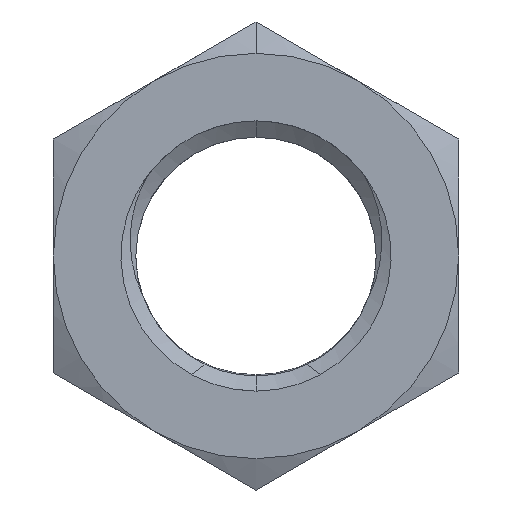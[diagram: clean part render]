
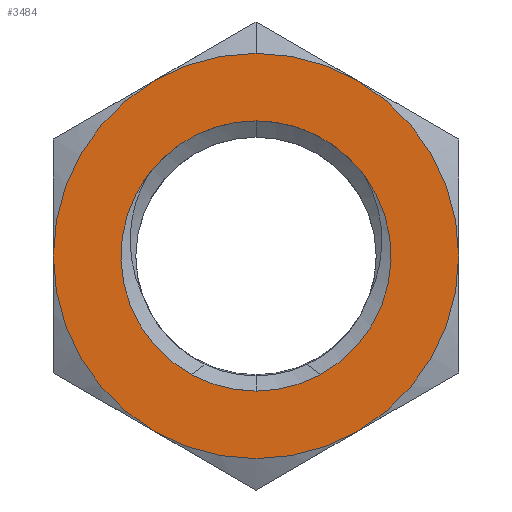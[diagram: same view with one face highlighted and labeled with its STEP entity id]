
A CAD part, front view. The second image highlights one B-rep face of the part: STEP entity #3484.
In plain terms, the highlighted planar face has unit normal (0, -1, 0).
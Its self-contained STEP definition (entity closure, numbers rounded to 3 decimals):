
#10 = VERTEX_POINT ( 'NONE', #1754 ) ;
#12 = EDGE_CURVE ( 'NONE', #14, #10, #1753, .T. ) ;
#14 = VERTEX_POINT ( 'NONE', #1748 ) ;
#110 = EDGE_CURVE ( 'NONE', #1594, #1588, #1772, .T. ) ;
#117 = EDGE_CURVE ( 'NONE', #1588, #1659, #1840, .T. ) ;
#133 = CARTESIAN_POINT ( 'NONE',  ( 0., -8., 12. ) ) ;
#134 = DIRECTION ( 'NONE',  ( 0., 0., -1. ) ) ;
#135 = DIRECTION ( 'NONE',  ( 0., -1., 0. ) ) ;
#136 = CARTESIAN_POINT ( 'NONE',  ( 0., -8., 0. ) ) ;
#137 = AXIS2_PLACEMENT_3D ( 'NONE', #136, #135, #134 ) ;
#138 = CIRCLE ( 'NONE', #137, 12. ) ;
#1588 = VERTEX_POINT ( 'NONE', #1845 ) ;
#1594 = VERTEX_POINT ( 'NONE', #1899 ) ;
#1659 = VERTEX_POINT ( 'NONE', #2162 ) ;
#1748 = CARTESIAN_POINT ( 'NONE',  ( 0., -8., 8. ) ) ;
#1749 = DIRECTION ( 'NONE',  ( 0., 0., -1. ) ) ;
#1750 = DIRECTION ( 'NONE',  ( 0., -1., 0. ) ) ;
#1751 = CARTESIAN_POINT ( 'NONE',  ( 0., -8., 0. ) ) ;
#1752 = AXIS2_PLACEMENT_3D ( 'NONE', #1751, #1750, #1749 ) ;
#1753 = CIRCLE ( 'NONE', #1752, 8. ) ;
#1754 = CARTESIAN_POINT ( 'NONE',  ( -6.334, -8., 4.886 ) ) ;
#1768 = DIRECTION ( 'NONE',  ( 0., 0., -1. ) ) ;
#1769 = DIRECTION ( 'NONE',  ( 0., -1., 0. ) ) ;
#1770 = CARTESIAN_POINT ( 'NONE',  ( 0., -8., 0. ) ) ;
#1771 = AXIS2_PLACEMENT_3D ( 'NONE', #1770, #1769, #1768 ) ;
#1772 = CIRCLE ( 'NONE', #1771, 8. ) ;
#1836 = DIRECTION ( 'NONE',  ( 0., 0., -1. ) ) ;
#1837 = DIRECTION ( 'NONE',  ( 0., -1., 0. ) ) ;
#1838 = CARTESIAN_POINT ( 'NONE',  ( 0., -8., 0. ) ) ;
#1839 = AXIS2_PLACEMENT_3D ( 'NONE', #1838, #1837, #1836 ) ;
#1840 = CIRCLE ( 'NONE', #1839, 8. ) ;
#1845 = CARTESIAN_POINT ( 'NONE',  ( 3.825, -8., -7.026 ) ) ;
#1899 = CARTESIAN_POINT ( 'NONE',  ( 0., -8., -8. ) ) ;
#2162 = CARTESIAN_POINT ( 'NONE',  ( 6.334, -8., 4.886 ) ) ;
#2608 = DIRECTION ( 'NONE',  ( 0., 0., -1. ) ) ;
#2609 = DIRECTION ( 'NONE',  ( 0., -1., 0. ) ) ;
#2610 = CARTESIAN_POINT ( 'NONE',  ( 0., -8., 0. ) ) ;
#2611 = AXIS2_PLACEMENT_3D ( 'NONE', #2610, #2609, #2608 ) ;
#2612 = CIRCLE ( 'NONE', #2611, 12. ) ;
#2613 = CARTESIAN_POINT ( 'NONE',  ( 12., -8., 0. ) ) ;
#2617 = DIRECTION ( 'NONE',  ( 0., 0., -1. ) ) ;
#2618 = DIRECTION ( 'NONE',  ( 0., -1., 0. ) ) ;
#2619 = CARTESIAN_POINT ( 'NONE',  ( 0., -8., 0. ) ) ;
#2620 = AXIS2_PLACEMENT_3D ( 'NONE', #2619, #2618, #2617 ) ;
#2621 = CIRCLE ( 'NONE', #2620, 12. ) ;
#2622 = DIRECTION ( 'NONE',  ( 0., 0., -1. ) ) ;
#2623 = DIRECTION ( 'NONE',  ( 0., -1., 0. ) ) ;
#2624 = CARTESIAN_POINT ( 'NONE',  ( 0., -8., 0. ) ) ;
#2625 = AXIS2_PLACEMENT_3D ( 'NONE', #2624, #2623, #2622 ) ;
#2626 = CIRCLE ( 'NONE', #2625, 12. ) ;
#2627 = DIRECTION ( 'NONE',  ( 0., 0., -1. ) ) ;
#2628 = DIRECTION ( 'NONE',  ( 0., -1., 0. ) ) ;
#2629 = CARTESIAN_POINT ( 'NONE',  ( 0., -8., 0. ) ) ;
#2630 = AXIS2_PLACEMENT_3D ( 'NONE', #2629, #2628, #2627 ) ;
#2631 = CIRCLE ( 'NONE', #2630, 8. ) ;
#2632 = CARTESIAN_POINT ( 'NONE',  ( 6., -8., 10.392 ) ) ;
#2638 = DIRECTION ( 'NONE',  ( 0., 0., -1. ) ) ;
#2639 = DIRECTION ( 'NONE',  ( 0., -1., 0. ) ) ;
#2640 = CARTESIAN_POINT ( 'NONE',  ( 0., -8., 0. ) ) ;
#2641 = AXIS2_PLACEMENT_3D ( 'NONE', #2640, #2639, #2638 ) ;
#2642 = CIRCLE ( 'NONE', #2641, 12. ) ;
#2655 = CARTESIAN_POINT ( 'NONE',  ( -3.825, -8., -7.026 ) ) ;
#2656 = DIRECTION ( 'NONE',  ( 0., 0., -1. ) ) ;
#2657 = DIRECTION ( 'NONE',  ( 0., -1., 0. ) ) ;
#2658 = CARTESIAN_POINT ( 'NONE',  ( 0., -8., 0. ) ) ;
#2659 = AXIS2_PLACEMENT_3D ( 'NONE', #2658, #2657, #2656 ) ;
#2660 = CIRCLE ( 'NONE', #2659, 12. ) ;
#2661 = DIRECTION ( 'NONE',  ( 0., 0., -1. ) ) ;
#2662 = DIRECTION ( 'NONE',  ( 0., -1., 0. ) ) ;
#2663 = CARTESIAN_POINT ( 'NONE',  ( 0., -8., 0. ) ) ;
#2664 = AXIS2_PLACEMENT_3D ( 'NONE', #2663, #2662, #2661 ) ;
#2665 = CIRCLE ( 'NONE', #2664, 12. ) ;
#2666 = CARTESIAN_POINT ( 'NONE',  ( -12., -8., 0. ) ) ;
#2678 = CARTESIAN_POINT ( 'NONE',  ( -6., -8., -10.392 ) ) ;
#2679 = CARTESIAN_POINT ( 'NONE',  ( 6., -8., -10.392 ) ) ;
#2694 = DIRECTION ( 'NONE',  ( 0., 0., 1. ) ) ;
#2695 = DIRECTION ( 'NONE',  ( 0., 1., 0. ) ) ;
#2696 = CARTESIAN_POINT ( 'NONE',  ( -12., -8., -20.785 ) ) ;
#2697 = AXIS2_PLACEMENT_3D ( 'NONE', #2696, #2695, #2694 ) ;
#2698 = PLANE ( 'NONE',  #2697 ) ;
#2699 = FACE_OUTER_BOUND ( 'NONE', #3449, .T. ) ;
#2700 = FACE_BOUND ( 'NONE', #3485, .T. ) ;
#2701 = DIRECTION ( 'NONE',  ( 0., 0., -1. ) ) ;
#2702 = DIRECTION ( 'NONE',  ( 0., -1., 0. ) ) ;
#2703 = CARTESIAN_POINT ( 'NONE',  ( 0., -8., 0. ) ) ;
#2704 = AXIS2_PLACEMENT_3D ( 'NONE', #2703, #2702, #2701 ) ;
#2705 = CIRCLE ( 'NONE', #2704, 8. ) ;
#2706 = DIRECTION ( 'NONE',  ( 0., 0., -1. ) ) ;
#2707 = DIRECTION ( 'NONE',  ( 0., -1., 0. ) ) ;
#2708 = CARTESIAN_POINT ( 'NONE',  ( 0., -8., 0. ) ) ;
#2709 = AXIS2_PLACEMENT_3D ( 'NONE', #2708, #2707, #2706 ) ;
#2710 = CIRCLE ( 'NONE', #2709, 8. ) ;
#2737 = CARTESIAN_POINT ( 'NONE',  ( -6., -8., 10.392 ) ) ;
#3428 = VERTEX_POINT ( 'NONE', #2613 ) ;
#3429 = EDGE_CURVE ( 'NONE', #3428, #3450, #2612, .T. ) ;
#3432 = ORIENTED_EDGE ( 'NONE', *, *, #3429, .T. ) ;
#3442 = EDGE_CURVE ( 'NONE', #3458, #3428, #2642, .T. ) ;
#3443 = ORIENTED_EDGE ( 'NONE', *, *, #3442, .T. ) ;
#3446 = ORIENTED_EDGE ( 'NONE', *, *, #3452, .T. ) ;
#3449 = EDGE_LOOP ( 'NONE', ( #3446, #3469, #3467, #3464, #3460, #3443, #3432 ) ) ;
#3450 = VERTEX_POINT ( 'NONE', #2632 ) ;
#3451 = EDGE_CURVE ( 'NONE', #1659, #14, #2631, .T. ) ;
#3452 = EDGE_CURVE ( 'NONE', #3450, #3550, #2626, .T. ) ;
#3457 = EDGE_CURVE ( 'NONE', #3459, #3458, #2621, .T. ) ;
#3458 = VERTEX_POINT ( 'NONE', #2679 ) ;
#3459 = VERTEX_POINT ( 'NONE', #2678 ) ;
#3460 = ORIENTED_EDGE ( 'NONE', *, *, #3457, .T. ) ;
#3463 = VERTEX_POINT ( 'NONE', #2666 ) ;
#3464 = ORIENTED_EDGE ( 'NONE', *, *, #3466, .T. ) ;
#3465 = EDGE_CURVE ( 'NONE', #3493, #3463, #2665, .T. ) ;
#3466 = EDGE_CURVE ( 'NONE', #3463, #3459, #2660, .T. ) ;
#3467 = ORIENTED_EDGE ( 'NONE', *, *, #3465, .T. ) ;
#3469 = ORIENTED_EDGE ( 'NONE', *, *, #3549, .T. ) ;
#3472 = VERTEX_POINT ( 'NONE', #2655 ) ;
#3475 = ORIENTED_EDGE ( 'NONE', *, *, #12, .F. ) ;
#3476 = ORIENTED_EDGE ( 'NONE', *, *, #3451, .F. ) ;
#3477 = EDGE_CURVE ( 'NONE', #10, #3472, #2710, .T. ) ;
#3478 = ORIENTED_EDGE ( 'NONE', *, *, #3477, .F. ) ;
#3479 = ORIENTED_EDGE ( 'NONE', *, *, #110, .F. ) ;
#3480 = ORIENTED_EDGE ( 'NONE', *, *, #3481, .F. ) ;
#3481 = EDGE_CURVE ( 'NONE', #3472, #1594, #2705, .T. ) ;
#3484 = ADVANCED_FACE ( 'NONE', ( #2700, #2699 ), #2698, .F. ) ;
#3485 = EDGE_LOOP ( 'NONE', ( #3486, #3479, #3480, #3478, #3475, #3476 ) ) ;
#3486 = ORIENTED_EDGE ( 'NONE', *, *, #117, .F. ) ;
#3493 = VERTEX_POINT ( 'NONE', #2737 ) ;
#3549 = EDGE_CURVE ( 'NONE', #3550, #3493, #138, .T. ) ;
#3550 = VERTEX_POINT ( 'NONE', #133 ) ;
